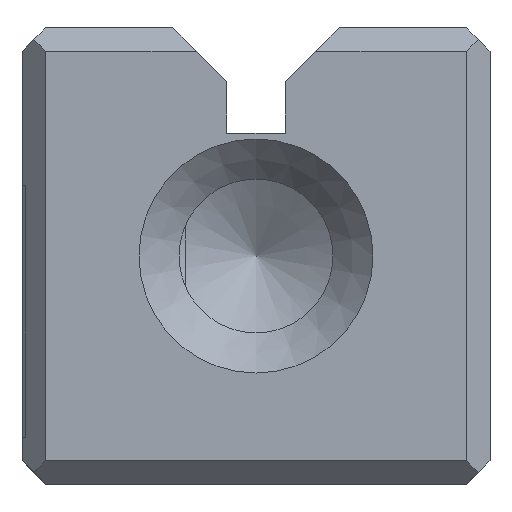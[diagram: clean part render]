
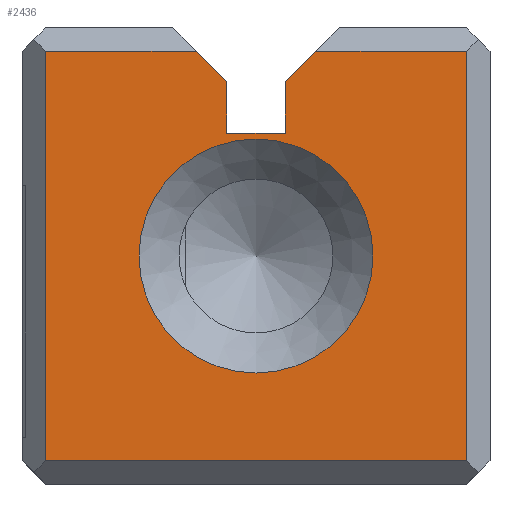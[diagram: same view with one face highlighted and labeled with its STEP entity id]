
A CAD part, front view. The second image highlights one B-rep face of the part: STEP entity #2436.
In plain terms, the highlighted planar face has unit normal (0, -1, 0).
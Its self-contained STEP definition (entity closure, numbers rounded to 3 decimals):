
#2436=ADVANCED_FACE('',(#3269,#3270),#2785,.T.);
#2785=PLANE('',#8371);
#3021=CIRCLE('',#8370,1.);
#3269=FACE_BOUND('',#3399,.T.);
#3270=FACE_BOUND('',#3400,.T.);
#3399=EDGE_LOOP('',(#4039,#4040,#4041,#4042,#4043,#4044,#4045,#4046,#4047,
#4048));
#3400=EDGE_LOOP('',(#4049));
#4039=ORIENTED_EDGE('',*,*,#6404,.T.);
#4040=ORIENTED_EDGE('',*,*,#6405,.F.);
#4041=ORIENTED_EDGE('',*,*,#6406,.F.);
#4042=ORIENTED_EDGE('',*,*,#6407,.F.);
#4043=ORIENTED_EDGE('',*,*,#6408,.T.);
#4044=ORIENTED_EDGE('',*,*,#6409,.T.);
#4045=ORIENTED_EDGE('',*,*,#6410,.T.);
#4046=ORIENTED_EDGE('',*,*,#6411,.T.);
#4047=ORIENTED_EDGE('',*,*,#6412,.T.);
#4048=ORIENTED_EDGE('',*,*,#6413,.F.);
#4049=ORIENTED_EDGE('',*,*,#6414,.T.);
#5801=VERTEX_POINT('',#10655);
#5802=VERTEX_POINT('',#10656);
#5803=VERTEX_POINT('',#10658);
#5804=VERTEX_POINT('',#10660);
#5805=VERTEX_POINT('',#10662);
#5806=VERTEX_POINT('',#10664);
#5807=VERTEX_POINT('',#10666);
#5808=VERTEX_POINT('',#10668);
#5809=VERTEX_POINT('',#10670);
#5810=VERTEX_POINT('',#10672);
#5811=VERTEX_POINT('',#10675);
#6404=EDGE_CURVE('',#5801,#5802,#7202,.T.);
#6405=EDGE_CURVE('',#5803,#5802,#7203,.T.);
#6406=EDGE_CURVE('',#5804,#5803,#7204,.T.);
#6407=EDGE_CURVE('',#5805,#5804,#7205,.T.);
#6408=EDGE_CURVE('',#5805,#5806,#7206,.T.);
#6409=EDGE_CURVE('',#5806,#5807,#7207,.T.);
#6410=EDGE_CURVE('',#5807,#5808,#7208,.T.);
#6411=EDGE_CURVE('',#5808,#5809,#7209,.T.);
#6412=EDGE_CURVE('',#5809,#5810,#7210,.T.);
#6413=EDGE_CURVE('',#5801,#5810,#7211,.T.);
#6414=EDGE_CURVE('',#5811,#5811,#3021,.T.);
#7202=LINE('',#10654,#7862);
#7203=LINE('',#10657,#7863);
#7204=LINE('',#10659,#7864);
#7205=LINE('',#10661,#7865);
#7206=LINE('',#10663,#7866);
#7207=LINE('',#10665,#7867);
#7208=LINE('',#10667,#7868);
#7209=LINE('',#10669,#7869);
#7210=LINE('',#10671,#7870);
#7211=LINE('',#10673,#7871);
#7862=VECTOR('',#8845,1.);
#7863=VECTOR('',#8846,1.);
#7864=VECTOR('',#8847,1.);
#7865=VECTOR('',#8848,1.);
#7866=VECTOR('',#8849,1.);
#7867=VECTOR('',#8850,1.);
#7868=VECTOR('',#8851,1.);
#7869=VECTOR('',#8852,1.);
#7870=VECTOR('',#8853,1.);
#7871=VECTOR('',#8854,1.);
#8370=AXIS2_PLACEMENT_3D('',#10674,#8855,#8856);
#8371=AXIS2_PLACEMENT_3D('',#10676,#8857,#8858);
#8845=DIRECTION('',(0.,0.,-1.));
#8846=DIRECTION('',(1.,0.,0.));
#8847=DIRECTION('',(0.,0.,-1.));
#8848=DIRECTION('',(0.707,0.,-0.707));
#8849=DIRECTION('',(-1.,0.,0.));
#8850=DIRECTION('',(0.,0.,-1.));
#8851=DIRECTION('',(1.,0.,0.));
#8852=DIRECTION('',(0.,0.,1.));
#8853=DIRECTION('',(-1.,0.,0.));
#8854=DIRECTION('',(0.707,0.,0.707));
#8855=DIRECTION('',(0.,1.,0.));
#8856=DIRECTION('',(0.,0.,1.));
#8857=DIRECTION('',(0.,-1.,0.));
#8858=DIRECTION('',(0.,0.,1.));
#10654=CARTESIAN_POINT('',(2.25,0.,3.));
#10655=CARTESIAN_POINT('',(2.25,0.,3.439));
#10656=CARTESIAN_POINT('',(2.25,0.,3.));
#10657=CARTESIAN_POINT('',(1.75,0.,3.));
#10658=CARTESIAN_POINT('',(1.75,0.,3.));
#10659=CARTESIAN_POINT('',(1.75,0.,3.));
#10660=CARTESIAN_POINT('',(1.75,0.,3.439));
#10661=CARTESIAN_POINT('',(1.289,0.,3.9));
#10662=CARTESIAN_POINT('',(1.489,0.,3.7));
#10663=CARTESIAN_POINT('',(2.,0.,3.7));
#10664=CARTESIAN_POINT('',(0.2,0.,3.7));
#10665=CARTESIAN_POINT('',(0.2,0.,0.));
#10666=CARTESIAN_POINT('',(0.2,0.,0.2));
#10667=CARTESIAN_POINT('',(2.,0.,0.2));
#10668=CARTESIAN_POINT('',(3.8,0.,0.2));
#10669=CARTESIAN_POINT('',(3.8,0.,0.));
#10670=CARTESIAN_POINT('',(3.8,0.,3.7));
#10671=CARTESIAN_POINT('',(2.,0.,3.7));
#10672=CARTESIAN_POINT('',(2.511,0.,3.7));
#10673=CARTESIAN_POINT('',(2.,0.,3.189));
#10674=CARTESIAN_POINT('',(2.,0.,1.95));
#10675=CARTESIAN_POINT('',(2.,0.,2.95));
#10676=CARTESIAN_POINT('',(2.,0.,0.));
